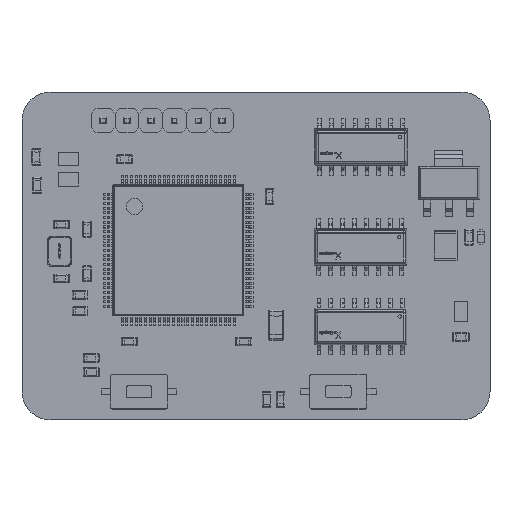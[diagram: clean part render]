
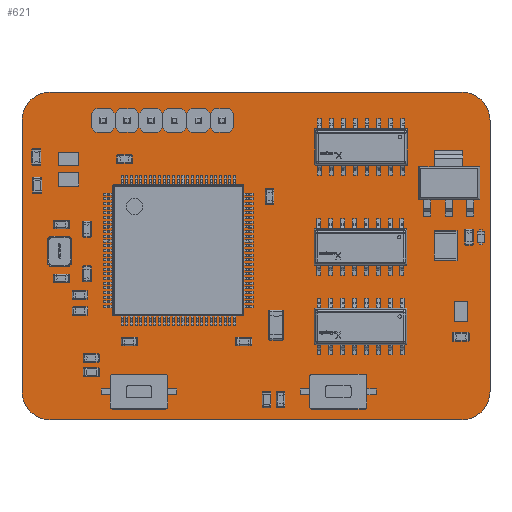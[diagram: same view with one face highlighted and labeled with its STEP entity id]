
A CAD part, top view. The second image highlights one B-rep face of the part: STEP entity #621.
In plain terms, the highlighted planar face has unit normal (0, 0, 1).
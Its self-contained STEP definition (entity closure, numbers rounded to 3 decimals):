
#356 = VERTEX_POINT('',#357);
#357 = CARTESIAN_POINT('',(3.,0.,1.522));
#363 = EDGE_CURVE('',#356,#364,#366,.T.);
#364 = VERTEX_POINT('',#365);
#365 = CARTESIAN_POINT('',(0.,3.,1.522));
#366 = CIRCLE('',#367,3.001);
#367 = AXIS2_PLACEMENT_3D('',#368,#369,#370);
#368 = CARTESIAN_POINT('',(3.001,3.001,1.522));
#369 = DIRECTION('',(0.,0.,-1.));
#370 = DIRECTION('',(0.,-1.,-0.));
#396 = EDGE_CURVE('',#364,#397,#399,.T.);
#397 = VERTEX_POINT('',#398);
#398 = CARTESIAN_POINT('',(0.,32.,1.522));
#399 = LINE('',#400,#401);
#400 = CARTESIAN_POINT('',(0.,3.,1.522));
#401 = VECTOR('',#402,1.);
#402 = DIRECTION('',(0.,1.,0.));
#427 = EDGE_CURVE('',#397,#428,#430,.T.);
#428 = VERTEX_POINT('',#429);
#429 = CARTESIAN_POINT('',(3.,35.,1.522));
#430 = CIRCLE('',#431,3.001);
#431 = AXIS2_PLACEMENT_3D('',#432,#433,#434);
#432 = CARTESIAN_POINT('',(3.001,31.999,1.522));
#433 = DIRECTION('',(0.,0.,-1.));
#434 = DIRECTION('',(-1.,0.,0.));
#460 = EDGE_CURVE('',#428,#461,#463,.T.);
#461 = VERTEX_POINT('',#462);
#462 = CARTESIAN_POINT('',(47.,35.,1.522));
#463 = LINE('',#464,#465);
#464 = CARTESIAN_POINT('',(3.,35.,1.522));
#465 = VECTOR('',#466,1.);
#466 = DIRECTION('',(1.,0.,0.));
#491 = EDGE_CURVE('',#461,#492,#494,.T.);
#492 = VERTEX_POINT('',#493);
#493 = CARTESIAN_POINT('',(50.,32.,1.522));
#494 = CIRCLE('',#495,3.001);
#495 = AXIS2_PLACEMENT_3D('',#496,#497,#498);
#496 = CARTESIAN_POINT('',(46.999,31.999,1.522));
#497 = DIRECTION('',(0.,0.,-1.));
#498 = DIRECTION('',(0.,1.,0.));
#524 = EDGE_CURVE('',#492,#525,#527,.T.);
#525 = VERTEX_POINT('',#526);
#526 = CARTESIAN_POINT('',(50.,3.,1.522));
#527 = LINE('',#528,#529);
#528 = CARTESIAN_POINT('',(50.,32.,1.522));
#529 = VECTOR('',#530,1.);
#530 = DIRECTION('',(0.,-1.,0.));
#555 = EDGE_CURVE('',#525,#556,#558,.T.);
#556 = VERTEX_POINT('',#557);
#557 = CARTESIAN_POINT('',(47.,0.,1.522));
#558 = CIRCLE('',#559,3.001);
#559 = AXIS2_PLACEMENT_3D('',#560,#561,#562);
#560 = CARTESIAN_POINT('',(46.999,3.001,1.522));
#561 = DIRECTION('',(0.,0.,-1.));
#562 = DIRECTION('',(1.,0.,0.));
#588 = EDGE_CURVE('',#556,#356,#589,.T.);
#589 = LINE('',#590,#591);
#590 = CARTESIAN_POINT('',(47.,0.,1.522));
#591 = VECTOR('',#592,1.);
#592 = DIRECTION('',(-1.,0.,0.));
#621 = ADVANCED_FACE('',(#622),#632,.F.);
#622 = FACE_BOUND('',#623,.F.);
#623 = EDGE_LOOP('',(#624,#625,#626,#627,#628,#629,#630,#631));
#624 = ORIENTED_EDGE('',*,*,#363,.T.);
#625 = ORIENTED_EDGE('',*,*,#396,.T.);
#626 = ORIENTED_EDGE('',*,*,#427,.T.);
#627 = ORIENTED_EDGE('',*,*,#460,.T.);
#628 = ORIENTED_EDGE('',*,*,#491,.T.);
#629 = ORIENTED_EDGE('',*,*,#524,.T.);
#630 = ORIENTED_EDGE('',*,*,#555,.T.);
#631 = ORIENTED_EDGE('',*,*,#588,.T.);
#632 = PLANE('',#633);
#633 = AXIS2_PLACEMENT_3D('',#634,#635,#636);
#634 = CARTESIAN_POINT('',(25.,17.5,1.522));
#635 = DIRECTION('',(-0.,-0.,-1.));
#636 = DIRECTION('',(-1.,0.,0.));
